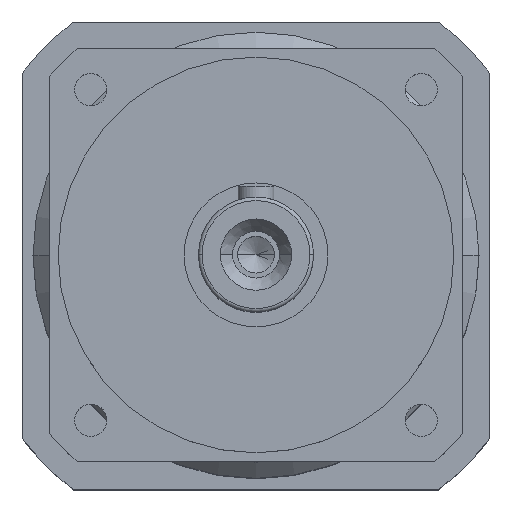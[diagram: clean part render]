
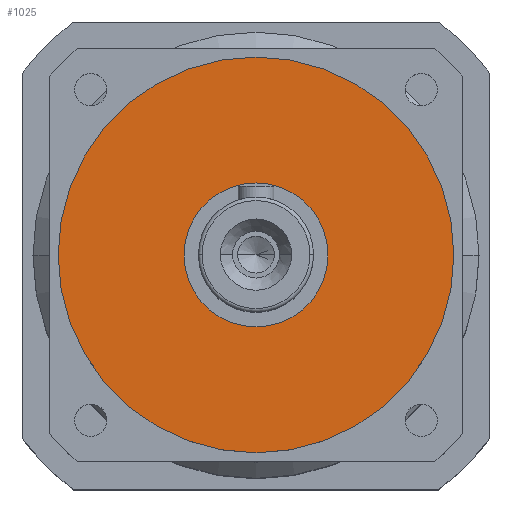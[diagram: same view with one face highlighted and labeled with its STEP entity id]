
A CAD part, top view. The second image highlights one B-rep face of the part: STEP entity #1025.
In plain terms, the highlighted planar face has unit normal (0, 0, 1).
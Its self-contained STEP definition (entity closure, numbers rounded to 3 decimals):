
#332 = ORIENTED_EDGE ( 'NONE', *, *, #4318, .T. ) ;
#348 = DIRECTION ( 'NONE',  ( 1., 0., 0. ) ) ;
#736 = CIRCLE ( 'NONE', #2761, 20. ) ;
#800 = DIRECTION ( 'NONE',  ( 0., 0., 1. ) ) ;
#887 = EDGE_LOOP ( 'NONE', ( #332, #6220 ) ) ;
#1006 = DIRECTION ( 'NONE',  ( 1., 0., 0. ) ) ;
#1025 = ADVANCED_FACE ( 'NONE', ( #7303, #1441 ), #3870, .T. ) ;
#1161 = DIRECTION ( 'NONE',  ( 0., 0., 1. ) ) ;
#1179 = CARTESIAN_POINT ( 'NONE',  ( 0., 0., 79.5 ) ) ;
#1441 = FACE_OUTER_BOUND ( 'NONE', #887, .T. ) ;
#1466 = CARTESIAN_POINT ( 'NONE',  ( 0., 0., 79.5 ) ) ;
#1547 = EDGE_LOOP ( 'NONE', ( #4115, #1559 ) ) ;
#1559 = ORIENTED_EDGE ( 'NONE', *, *, #6746, .F. ) ;
#1914 = AXIS2_PLACEMENT_3D ( 'NONE', #4227, #800, #4775 ) ;
#2024 = DIRECTION ( 'NONE',  ( 1., 0., 0. ) ) ;
#2399 = CARTESIAN_POINT ( 'NONE',  ( 55., 0., 79.5 ) ) ;
#2486 = CARTESIAN_POINT ( 'NONE',  ( -20., 0., 79.5 ) ) ;
#2761 = AXIS2_PLACEMENT_3D ( 'NONE', #1466, #5397, #2024 ) ;
#2989 = CIRCLE ( 'NONE', #1914, 20. ) ;
#3796 = DIRECTION ( 'NONE',  ( 0., 0., 1. ) ) ;
#3802 = DIRECTION ( 'NONE',  ( 0., 0., 1. ) ) ;
#3870 = PLANE ( 'NONE',  #6094 ) ;
#3919 = DIRECTION ( 'NONE',  ( 1., 0., 0. ) ) ;
#4115 = ORIENTED_EDGE ( 'NONE', *, *, #5303, .F. ) ;
#4227 = CARTESIAN_POINT ( 'NONE',  ( 0., 0., 79.5 ) ) ;
#4318 = EDGE_CURVE ( 'NONE', #5899, #7431, #4942, .T. ) ;
#4775 = DIRECTION ( 'NONE',  ( 1., 0., 0. ) ) ;
#4942 = CIRCLE ( 'NONE', #5955, 55. ) ;
#5027 = AXIS2_PLACEMENT_3D ( 'NONE', #7217, #3802, #348 ) ;
#5303 = EDGE_CURVE ( 'NONE', #6700, #6135, #736, .T. ) ;
#5397 = DIRECTION ( 'NONE',  ( 0., 0., 1. ) ) ;
#5438 = EDGE_CURVE ( 'NONE', #7431, #5899, #6058, .T. ) ;
#5795 = CARTESIAN_POINT ( 'NONE',  ( 20., 0., 79.5 ) ) ;
#5899 = VERTEX_POINT ( 'NONE', #7212 ) ;
#5955 = AXIS2_PLACEMENT_3D ( 'NONE', #1179, #1161, #1006 ) ;
#6058 = CIRCLE ( 'NONE', #5027, 55. ) ;
#6094 = AXIS2_PLACEMENT_3D ( 'NONE', #7046, #3796, #3919 ) ;
#6135 = VERTEX_POINT ( 'NONE', #5795 ) ;
#6220 = ORIENTED_EDGE ( 'NONE', *, *, #5438, .T. ) ;
#6700 = VERTEX_POINT ( 'NONE', #2486 ) ;
#6746 = EDGE_CURVE ( 'NONE', #6135, #6700, #2989, .T. ) ;
#7046 = CARTESIAN_POINT ( 'NONE',  ( 0., 0., 79.5 ) ) ;
#7212 = CARTESIAN_POINT ( 'NONE',  ( -55., 0., 79.5 ) ) ;
#7217 = CARTESIAN_POINT ( 'NONE',  ( 0., 0., 79.5 ) ) ;
#7303 = FACE_BOUND ( 'NONE', #1547, .T. ) ;
#7431 = VERTEX_POINT ( 'NONE', #2399 ) ;
